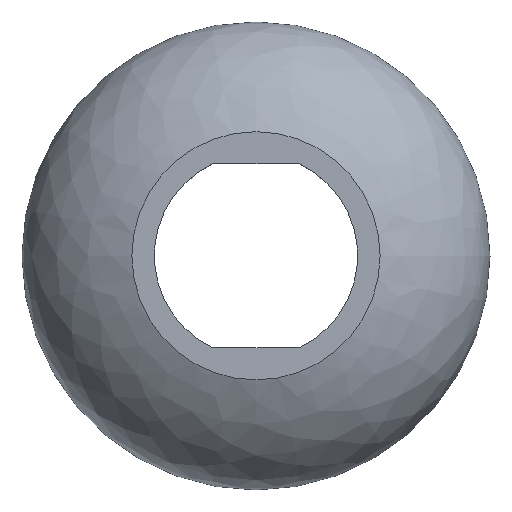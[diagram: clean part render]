
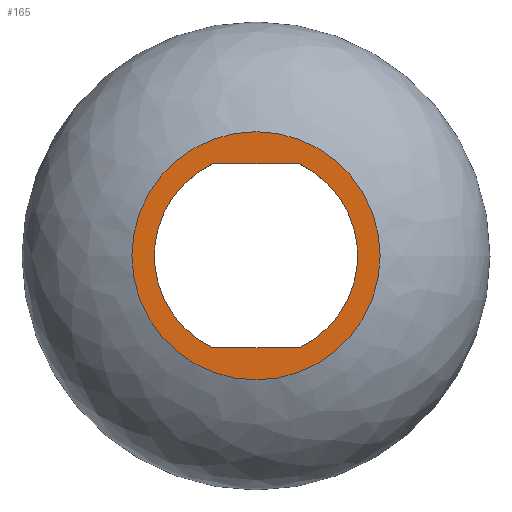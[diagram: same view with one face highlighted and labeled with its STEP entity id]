
A CAD part, top view. The second image highlights one B-rep face of the part: STEP entity #165.
In plain terms, the highlighted planar face has unit normal (0, 0, 1).
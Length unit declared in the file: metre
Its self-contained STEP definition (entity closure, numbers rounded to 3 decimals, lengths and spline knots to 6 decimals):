
#15=PLANE('',#194);
#21=CIRCLE('',#190,0.0063);
#23=CIRCLE('',#193,0.0063);
#24=CIRCLE('',#195,0.00769);
#39=ORIENTED_EDGE('',*,*,#75,.T.);
#40=ORIENTED_EDGE('',*,*,#77,.T.);
#41=ORIENTED_EDGE('',*,*,#72,.T.);
#42=ORIENTED_EDGE('',*,*,#78,.F.);
#43=ORIENTED_EDGE('',*,*,#79,.T.);
#72=EDGE_CURVE('',#89,#91,#21,.T.);
#75=EDGE_CURVE('',#95,#94,#23,.T.);
#77=EDGE_CURVE('',#94,#89,#107,.T.);
#78=EDGE_CURVE('',#95,#91,#108,.T.);
#79=EDGE_CURVE('',#96,#96,#24,.T.);
#89=VERTEX_POINT('',#268);
#91=VERTEX_POINT('',#272);
#94=VERTEX_POINT('',#279);
#95=VERTEX_POINT('',#281);
#96=VERTEX_POINT('',#287);
#107=LINE('',#284,#115);
#108=LINE('',#285,#116);
#115=VECTOR('',#230,1.);
#116=VECTOR('',#231,1.);
#121=EDGE_LOOP('',(#39,#40,#41,#42));
#122=EDGE_LOOP('',(#43));
#141=FACE_BOUND('',#121,.T.);
#142=FACE_BOUND('',#122,.T.);
#165=ADVANCED_FACE('',(#141,#142),#15,.F.);
#190=AXIS2_PLACEMENT_3D('',#273,#218,#219);
#193=AXIS2_PLACEMENT_3D('',#280,#225,#226);
#194=AXIS2_PLACEMENT_3D('',#283,#228,#229);
#195=AXIS2_PLACEMENT_3D('',#286,#232,#233);
#218=DIRECTION('',(0.,0.,-1.));
#219=DIRECTION('',(-1.,0.,0.));
#225=DIRECTION('',(0.,0.,-1.));
#226=DIRECTION('',(-1.,0.,0.));
#228=DIRECTION('',(0.,0.,-1.));
#229=DIRECTION('',(-1.,0.,0.));
#230=DIRECTION('',(1.,0.,0.));
#231=DIRECTION('',(1.,0.,0.));
#232=DIRECTION('',(0.,0.,1.));
#233=DIRECTION('',(1.,0.,0.));
#268=CARTESIAN_POINT('',(0.002683,0.0057,0.082654));
#272=CARTESIAN_POINT('',(0.002683,-0.0057,0.082654));
#273=CARTESIAN_POINT('',(0.,0.,0.082654));
#279=CARTESIAN_POINT('',(-0.002683,0.0057,0.082654));
#280=CARTESIAN_POINT('',(0.,0.,0.082654));
#281=CARTESIAN_POINT('',(-0.002683,-0.0057,0.082654));
#283=CARTESIAN_POINT('',(0.00365,0.,0.082654));
#284=CARTESIAN_POINT('',(0.,0.0057,0.082654));
#285=CARTESIAN_POINT('',(0.,-0.0057,0.082654));
#286=CARTESIAN_POINT('',(0.,0.,0.082654));
#287=CARTESIAN_POINT('',(0.00769,0.,0.082654));
